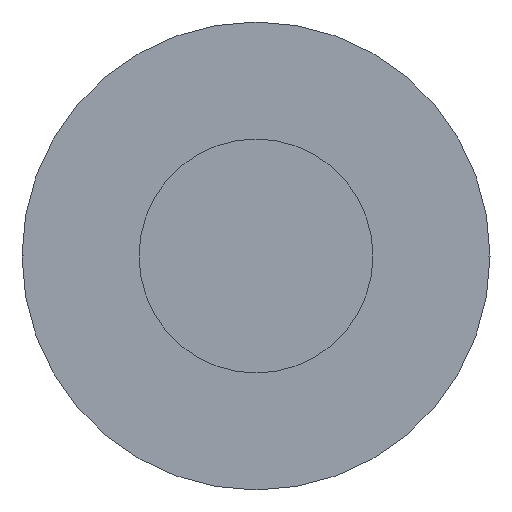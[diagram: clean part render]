
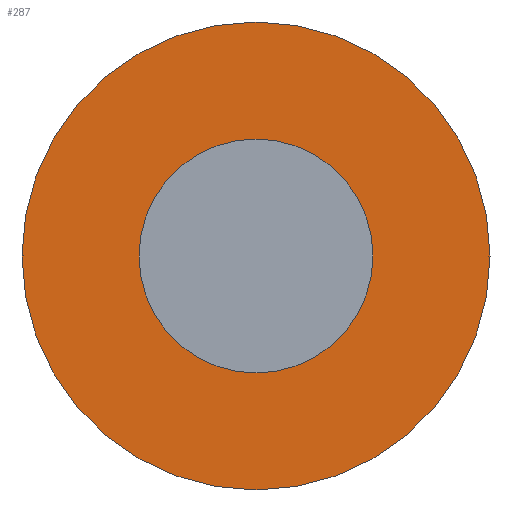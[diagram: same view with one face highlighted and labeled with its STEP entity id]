
A CAD part, front view. The second image highlights one B-rep face of the part: STEP entity #287.
In plain terms, the highlighted planar face has unit normal (0, -1, 0).
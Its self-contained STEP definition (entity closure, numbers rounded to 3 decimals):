
#35 = EDGE_LOOP ( 'NONE', ( #77, #294 ) ) ;
#38 = DIRECTION ( 'NONE',  ( 1., 0., 0. ) ) ;
#77 = ORIENTED_EDGE ( 'NONE', *, *, #400, .F. ) ;
#97 = CARTESIAN_POINT ( 'NONE',  ( 0., 3., 0. ) ) ;
#103 = PLANE ( 'NONE',  #343 ) ;
#123 = CIRCLE ( 'NONE', #291, 1.5 ) ;
#134 = VERTEX_POINT ( 'NONE', #414 ) ;
#142 = DIRECTION ( 'NONE',  ( 0., -1., 0. ) ) ;
#143 = DIRECTION ( 'NONE',  ( 1., 0., 0. ) ) ;
#144 = ORIENTED_EDGE ( 'NONE', *, *, #252, .T. ) ;
#152 = VERTEX_POINT ( 'NONE', #320 ) ;
#169 = FACE_BOUND ( 'NONE', #35, .T. ) ;
#174 = FACE_OUTER_BOUND ( 'NONE', #285, .T. ) ;
#205 = DIRECTION ( 'NONE',  ( 0., -1., 0. ) ) ;
#214 = CARTESIAN_POINT ( 'NONE',  ( 0., 3., 0. ) ) ;
#222 = CIRCLE ( 'NONE', #352, 3. ) ;
#250 = CARTESIAN_POINT ( 'NONE',  ( 3., 3., 0. ) ) ;
#252 = EDGE_CURVE ( 'NONE', #359, #152, #222, .T. ) ;
#259 = DIRECTION ( 'NONE',  ( 1., 0., 0. ) ) ;
#282 = AXIS2_PLACEMENT_3D ( 'NONE', #383, #142, #452 ) ;
#284 = AXIS2_PLACEMENT_3D ( 'NONE', #550, #300, #38 ) ;
#285 = EDGE_LOOP ( 'NONE', ( #144, #443 ) ) ;
#287 = ADVANCED_FACE ( 'NONE', ( #174, #169 ), #103, .T. ) ;
#291 = AXIS2_PLACEMENT_3D ( 'NONE', #214, #530, #259 ) ;
#294 = ORIENTED_EDGE ( 'NONE', *, *, #411, .F. ) ;
#300 = DIRECTION ( 'NONE',  ( 0., -1., 0. ) ) ;
#320 = CARTESIAN_POINT ( 'NONE',  ( -3., 3., 0. ) ) ;
#339 = CARTESIAN_POINT ( 'NONE',  ( 1.5, 3., 0. ) ) ;
#343 = AXIS2_PLACEMENT_3D ( 'NONE', #339, #386, #143 ) ;
#352 = AXIS2_PLACEMENT_3D ( 'NONE', #97, #205, #520 ) ;
#359 = VERTEX_POINT ( 'NONE', #250 ) ;
#369 = VERTEX_POINT ( 'NONE', #523 ) ;
#383 = CARTESIAN_POINT ( 'NONE',  ( 0., 3., 0. ) ) ;
#386 = DIRECTION ( 'NONE',  ( 0., -1., 0. ) ) ;
#400 = EDGE_CURVE ( 'NONE', #134, #369, #123, .T. ) ;
#411 = EDGE_CURVE ( 'NONE', #369, #134, #538, .T. ) ;
#414 = CARTESIAN_POINT ( 'NONE',  ( 1.5, 3., 0. ) ) ;
#415 = EDGE_CURVE ( 'NONE', #152, #359, #440, .T. ) ;
#440 = CIRCLE ( 'NONE', #282, 3. ) ;
#443 = ORIENTED_EDGE ( 'NONE', *, *, #415, .T. ) ;
#452 = DIRECTION ( 'NONE',  ( 1., 0., 0. ) ) ;
#520 = DIRECTION ( 'NONE',  ( 1., 0., 0. ) ) ;
#523 = CARTESIAN_POINT ( 'NONE',  ( -1.5, 3., 0. ) ) ;
#530 = DIRECTION ( 'NONE',  ( 0., -1., 0. ) ) ;
#538 = CIRCLE ( 'NONE', #284, 1.5 ) ;
#550 = CARTESIAN_POINT ( 'NONE',  ( 0., 3., 0. ) ) ;
